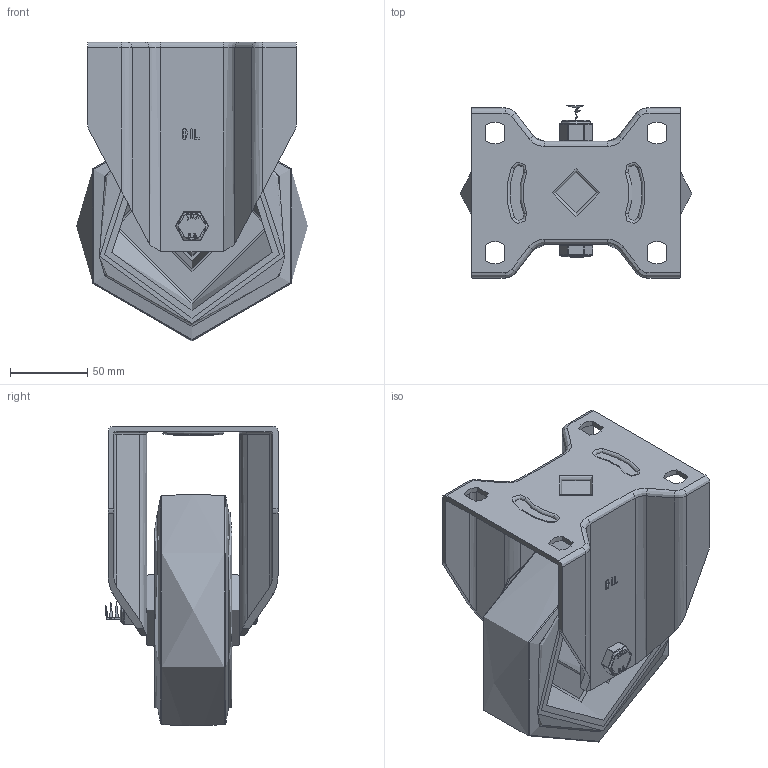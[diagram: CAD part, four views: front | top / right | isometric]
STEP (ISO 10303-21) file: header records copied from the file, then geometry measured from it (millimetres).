
FILE_DESCRIPTION(/* description */ (''),/* implementation_level */ '2;1');
FILE_NAME(/* name */ 'BZPF150RNB.step',/* time_stamp */ '2024-10-03T16:44:20+01:00',/* author */ (''),/* organization */ (''),/* preprocessor_version */ 'ST-DEVELOPER v20',/* originating_system */ 'Autodesk Translation Framework v13.20.0.188',/* authorisation */ '');
FILE_SCHEMA (('AUTOMOTIVE_DESIGN { 1 0 10303 214 3 1 1 }'));
Length unit declared in the file: millimetre
Products named in the file (18): BZPF150RNB; BZPF160AS v1; ZINC PLATED, PRESSED STEEL BRACKET; BZH150WRNRB v1; 75 SHORE A ELASTIC RUBBER TYRE; NYLON RIM; ROLLER BEARING; CAGE; Pattern; RIBS; TUBEM20X60 v1; ZINC PLATED STEEL TUBE; HEXBOLTM12X90Z8.8 v2; GRADE 8.8 ZINC PLATED BOLT; NYLOCM12Z14MM v1; NYLOC NUT; NUT; RUBBER
Assembly tree (24 placements, depth 5):
  BZPF150RNB
    BZPF160AS v1
      ZINC PLATED, PRESSED STEEL BRACKET
    BZH150WRNRB v1
      75 SHORE A ELASTIC RUBBER TYRE
      NYLON RIM
      ROLLER BEARING
        CAGE
        Pattern
          RIBS  x8
    TUBEM20X60 v1
      ZINC PLATED STEEL TUBE
    HEXBOLTM12X90Z8.8 v2
      GRADE 8.8 ZINC PLATED BOLT
    NYLOCM12Z14MM v1
      NYLOC NUT
        NUT
        RUBBER
Bounding box: 150 x 111.5 x 193.9 mm (x, y, z)
Volume: 728201 mm3; surface area: 238756.2 mm2
Topology: 16 solids, 16 shells, 496 faces, 1243 edges, 786 vertices
Faces by surface type: plane 213, cylinder 169, torus 47, bspline 42, sphere 18, cone 7
Full cylindrical faces by diameter (mm): 5 x8, 9.836 x16, 11.834 x16, 12 x3, 12.2 x2, 12.5 x1, 14 x2, 17.75 x1, 18.5 x1, 19.9 x1, 20 x1, 30 x2, 39 x1, 119 x2
Entity records: 21497 total; most frequent: CARTESIAN_POINT 9458, DIRECTION 2434, ORIENTED_EDGE 2432, EDGE_CURVE 1216, AXIS2_PLACEMENT_3D 910, VERTEX_POINT 772, LINE 614, VECTOR 614
